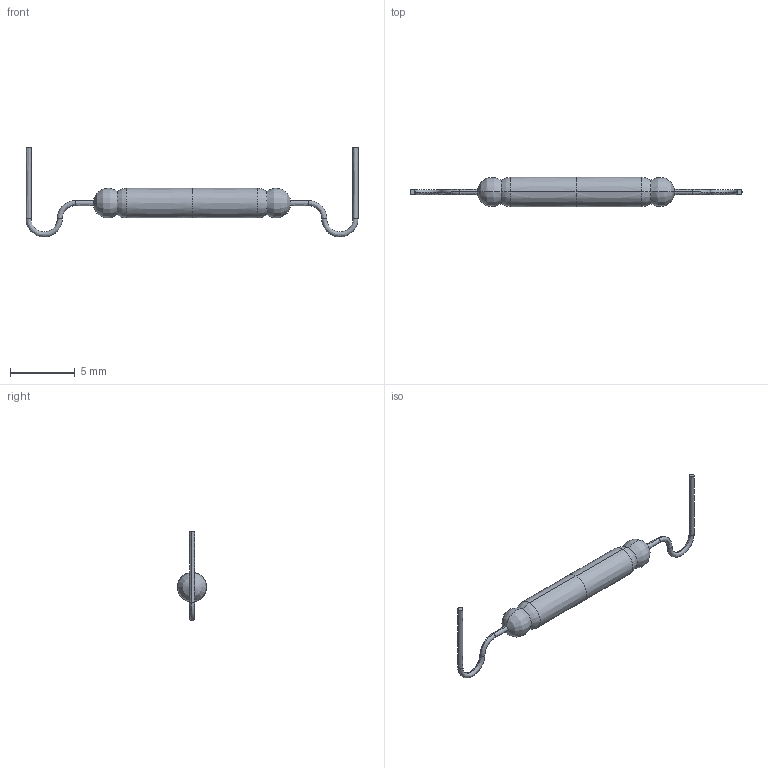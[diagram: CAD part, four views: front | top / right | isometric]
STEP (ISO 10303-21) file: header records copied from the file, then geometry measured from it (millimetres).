
FILE_DESCRIPTION((''),'2;1');
FILE_NAME('REED_SWITCH','2022-12-26T22:41:34',(''),(''),'','');
FILE_SCHEMA(('CONFIG_CONTROL_DESIGN'));
Length unit declared in the file: millimetre
Products named in the file (1): REED_SWITCH
Bounding box: 25.6 x 2.28 x 6.92 mm (x, y, z)
Volume: 60.6 mm3; surface area: 139.8 mm2
Topology: 1 solids, 1 shells, 30 faces, 58 edges, 30 vertices
Faces by surface type: bspline 28, plane 2
Entity records: 2110 total; most frequent: CARTESIAN_POINT 1652, ORIENTED_EDGE 116, EDGE_CURVE 58, B_SPLINE_CURVE_WITH_KNOTS 46, VERTEX_POINT 30, EDGE_LOOP 30, FACE_OUTER_BOUND 30, ADVANCED_FACE 30
